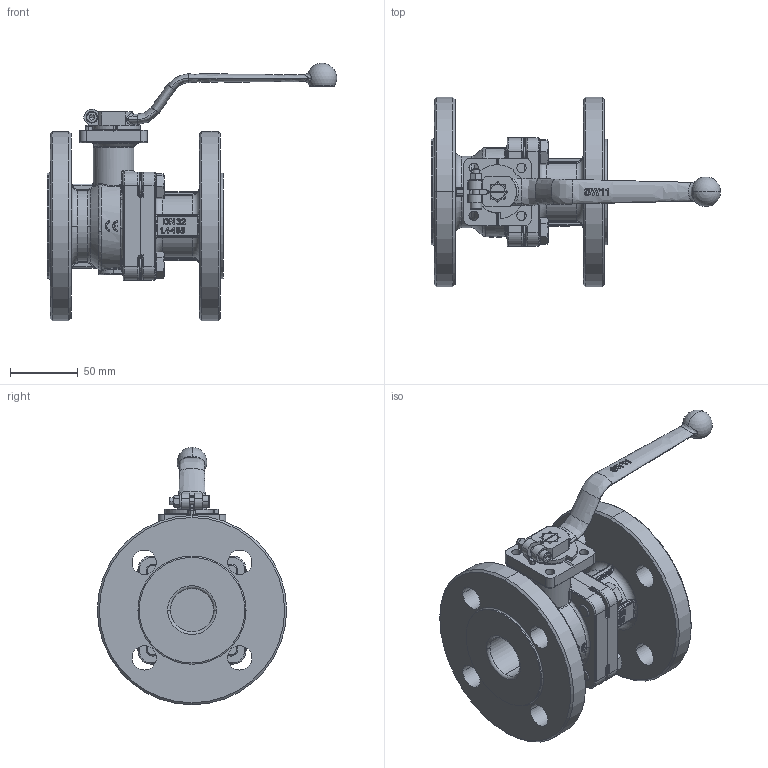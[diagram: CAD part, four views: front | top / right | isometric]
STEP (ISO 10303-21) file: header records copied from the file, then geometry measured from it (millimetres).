
FILE_DESCRIPTION(('HOOPS Exchange Step'),'2;1');
FILE_NAME('FK12_PN16_DN32.stp','2025-09-08T14:34:07+02:00',('nieru'),('Unknown organisation'),'HOOPS Exchange 2024.2','HOOPS Exchange','Unknown authorisation');
FILE_SCHEMA( ('AP203_CONFIGURATION_CONTROLLED_3D_DESIGN_OF_MECHANICAL_PARTS_AND_ASSEMBLIES_MIM_LF') );
Length unit declared in the file: millimetre
Products named in the file (2): 0; root
Assembly tree (1 placements, depth 2):
  root
    0
Bounding box: 213.98 x 140 x 190.45 mm (x, y, z)
Volume: 792964.4 mm3; surface area: 136095.2 mm2
Topology: 1 solids, 1 shells, 1503 faces, 4041 edges, 2539 vertices
Faces by surface type: bspline 522, cylinder 378, plane 372, torus 124, cone 93, sphere 10, offset 4
Entity records: 63739 total; most frequent: CARTESIAN_POINT 29995, ORIENTED_EDGE 8014, DIRECTION 5277, EDGE_CURVE 4007, VERTEX_POINT 2539, AXIS2_PLACEMENT_3D 1889, EDGE_LOOP 1602, FACE_BOUND 1602
